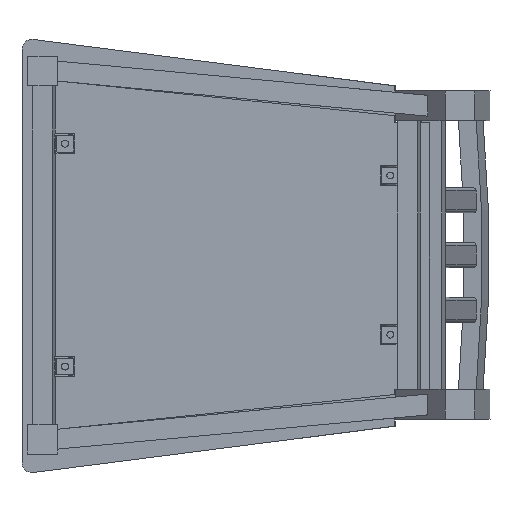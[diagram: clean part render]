
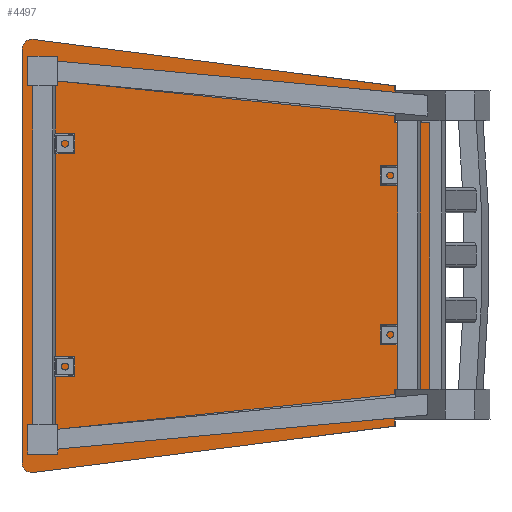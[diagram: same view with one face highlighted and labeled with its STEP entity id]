
A CAD part, front view. The second image highlights one B-rep face of the part: STEP entity #4497.
In plain terms, the highlighted face is planar.
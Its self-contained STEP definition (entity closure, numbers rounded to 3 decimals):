
#100 = CARTESIAN_POINT ( 'NONE',  ( 171., 170., 10. ) ) ;
#106 = VECTOR ( 'NONE', #5539, 1000. ) ;
#163 = DIRECTION ( 'NONE',  ( 0., 0., -1. ) ) ;
#289 = AXIS2_PLACEMENT_3D ( 'NONE', #3533, #163, #7327 ) ;
#367 = VECTOR ( 'NONE', #914, 1000. ) ;
#539 = CARTESIAN_POINT ( 'NONE',  ( -207.706, -195., 10. ) ) ;
#914 = DIRECTION ( 'NONE',  ( 0., 1., 0. ) ) ;
#939 = LINE ( 'NONE', #7294, #106 ) ;
#1041 = EDGE_CURVE ( 'NONE', #4560, #4134, #3083, .T. ) ;
#1086 = CARTESIAN_POINT ( 'NONE',  ( -134., 170., 10. ) ) ;
#1296 = LINE ( 'NONE', #11396, #6073 ) ;
#1591 = EDGE_CURVE ( 'NONE', #11146, #5386, #9083, .T. ) ;
#1937 = ORIENTED_EDGE ( 'NONE', *, *, #6821, .F. ) ;
#2032 = DIRECTION ( 'NONE',  ( 0., 0., -1. ) ) ;
#2069 = DIRECTION ( 'NONE',  ( 1., 0., 0. ) ) ;
#2174 = DIRECTION ( 'NONE',  ( -1., 0., 0. ) ) ;
#2256 = CARTESIAN_POINT ( 'NONE',  ( 134., 170., 10. ) ) ;
#2298 = CARTESIAN_POINT ( 'NONE',  ( 0., 170., 10. ) ) ;
#2304 = AXIS2_PLACEMENT_3D ( 'NONE', #539, #7848, #5220 ) ;
#3083 = CIRCLE ( 'NONE', #9689, 10. ) ;
#3127 = CIRCLE ( 'NONE', #7193, 10. ) ;
#3166 = VERTEX_POINT ( 'NONE', #1086 ) ;
#3243 = DIRECTION ( 'NONE',  ( 1., 0., 0. ) ) ;
#3533 = CARTESIAN_POINT ( 'NONE',  ( 220.319, -205., 10. ) ) ;
#3756 = DIRECTION ( 'NONE',  ( 0., -1., 0. ) ) ;
#3806 = EDGE_CURVE ( 'NONE', #5296, #4560, #3127, .T. ) ;
#4134 = VERTEX_POINT ( 'NONE', #8638 ) ;
#4366 = DIRECTION ( 'NONE',  ( 1., 0., 0. ) ) ;
#4458 = ORIENTED_EDGE ( 'NONE', *, *, #8423, .F. ) ;
#4497 = ADVANCED_FACE ( 'NONE', ( #11015 ), #10794, .F. ) ;
#4560 = VERTEX_POINT ( 'NONE', #9201 ) ;
#4667 = LINE ( 'NONE', #9260, #5091 ) ;
#4880 = CARTESIAN_POINT ( 'NONE',  ( -171., 170., 10. ) ) ;
#5091 = VECTOR ( 'NONE', #2174, 1000. ) ;
#5097 = EDGE_CURVE ( 'NONE', #9784, #6490, #11530, .T. ) ;
#5162 = VECTOR ( 'NONE', #7504, 1000. ) ;
#5209 = CARTESIAN_POINT ( 'NONE',  ( -217.625, -193.729, 10. ) ) ;
#5220 = DIRECTION ( 'NONE',  ( 0., 1., 0. ) ) ;
#5296 = VERTEX_POINT ( 'NONE', #5673 ) ;
#5385 = ORIENTED_EDGE ( 'NONE', *, *, #3806, .F. ) ;
#5386 = VERTEX_POINT ( 'NONE', #10386 ) ;
#5539 = DIRECTION ( 'NONE',  ( 0.127, -0.992, 0. ) ) ;
#5673 = CARTESIAN_POINT ( 'NONE',  ( 217.625, -193.729, 10. ) ) ;
#5714 = EDGE_CURVE ( 'NONE', #6490, #10325, #9252, .T. ) ;
#5839 = LINE ( 'NONE', #10765, #367 ) ;
#6073 = VECTOR ( 'NONE', #3243, 1000. ) ;
#6151 = EDGE_CURVE ( 'NONE', #10325, #5296, #939, .T. ) ;
#6286 = CARTESIAN_POINT ( 'NONE',  ( 0., 205., 10. ) ) ;
#6361 = ORIENTED_EDGE ( 'NONE', *, *, #5714, .F. ) ;
#6490 = VERTEX_POINT ( 'NONE', #2256 ) ;
#6795 = ORIENTED_EDGE ( 'NONE', *, *, #1591, .T. ) ;
#6821 = EDGE_CURVE ( 'NONE', #3166, #11546, #5839, .T. ) ;
#6871 = EDGE_CURVE ( 'NONE', #11546, #9784, #10936, .T. ) ;
#7193 = AXIS2_PLACEMENT_3D ( 'NONE', #7325, #2032, #2069 ) ;
#7294 = CARTESIAN_POINT ( 'NONE',  ( 217.625, -193.729, 10. ) ) ;
#7325 = CARTESIAN_POINT ( 'NONE',  ( 207.706, -195., 10. ) ) ;
#7327 = DIRECTION ( 'NONE',  ( -1., 0., 0. ) ) ;
#7444 = ORIENTED_EDGE ( 'NONE', *, *, #5097, .F. ) ;
#7504 = DIRECTION ( 'NONE',  ( 1., 0., 0. ) ) ;
#7711 = CARTESIAN_POINT ( 'NONE',  ( 207.706, -195., 10. ) ) ;
#7848 = DIRECTION ( 'NONE',  ( 0., 0., 1. ) ) ;
#8021 = CARTESIAN_POINT ( 'NONE',  ( -217.625, -193.729, 10. ) ) ;
#8078 = VECTOR ( 'NONE', #4366, 1000. ) ;
#8191 = CARTESIAN_POINT ( 'NONE',  ( 134., 0., 10. ) ) ;
#8197 = ORIENTED_EDGE ( 'NONE', *, *, #1041, .F. ) ;
#8423 = EDGE_CURVE ( 'NONE', #4134, #5386, #4667, .T. ) ;
#8638 = CARTESIAN_POINT ( 'NONE',  ( 207.706, -205., 10. ) ) ;
#9083 = CIRCLE ( 'NONE', #2304, 10. ) ;
#9201 = CARTESIAN_POINT ( 'NONE',  ( 217.706, -195., 10. ) ) ;
#9252 = LINE ( 'NONE', #2298, #5162 ) ;
#9260 = CARTESIAN_POINT ( 'NONE',  ( 0., -205., 10. ) ) ;
#9292 = ORIENTED_EDGE ( 'NONE', *, *, #6871, .F. ) ;
#9294 = EDGE_CURVE ( 'NONE', #9910, #3166, #1296, .T. ) ;
#9550 = DIRECTION ( 'NONE',  ( 1., 0., 0. ) ) ;
#9584 = DIRECTION ( 'NONE',  ( 0., 0., -1. ) ) ;
#9670 = VECTOR ( 'NONE', #3756, 1000. ) ;
#9689 = AXIS2_PLACEMENT_3D ( 'NONE', #7711, #9584, #9550 ) ;
#9732 = LINE ( 'NONE', #8021, #10711 ) ;
#9784 = VERTEX_POINT ( 'NONE', #11008 ) ;
#9890 = DIRECTION ( 'NONE',  ( 0.127, 0.992, 0. ) ) ;
#9910 = VERTEX_POINT ( 'NONE', #4880 ) ;
#10042 = ORIENTED_EDGE ( 'NONE', *, *, #9294, .F. ) ;
#10307 = EDGE_CURVE ( 'NONE', #11146, #9910, #9732, .T. ) ;
#10325 = VERTEX_POINT ( 'NONE', #100 ) ;
#10386 = CARTESIAN_POINT ( 'NONE',  ( -207.706, -205., 10. ) ) ;
#10711 = VECTOR ( 'NONE', #9890, 1000. ) ;
#10765 = CARTESIAN_POINT ( 'NONE',  ( -134., 0., 10. ) ) ;
#10771 = EDGE_LOOP ( 'NONE', ( #11676, #6361, #7444, #9292, #1937, #10042, #11118, #6795, #4458, #8197, #5385 ) ) ;
#10794 = PLANE ( 'NONE',  #289 ) ;
#10936 = LINE ( 'NONE', #6286, #8078 ) ;
#11008 = CARTESIAN_POINT ( 'NONE',  ( 134., 205., 10. ) ) ;
#11015 = FACE_OUTER_BOUND ( 'NONE', #10771, .T. ) ;
#11118 = ORIENTED_EDGE ( 'NONE', *, *, #10307, .F. ) ;
#11146 = VERTEX_POINT ( 'NONE', #5209 ) ;
#11334 = CARTESIAN_POINT ( 'NONE',  ( -134., 205., 10. ) ) ;
#11396 = CARTESIAN_POINT ( 'NONE',  ( 0., 170., 10. ) ) ;
#11530 = LINE ( 'NONE', #8191, #9670 ) ;
#11546 = VERTEX_POINT ( 'NONE', #11334 ) ;
#11676 = ORIENTED_EDGE ( 'NONE', *, *, #6151, .F. ) ;
